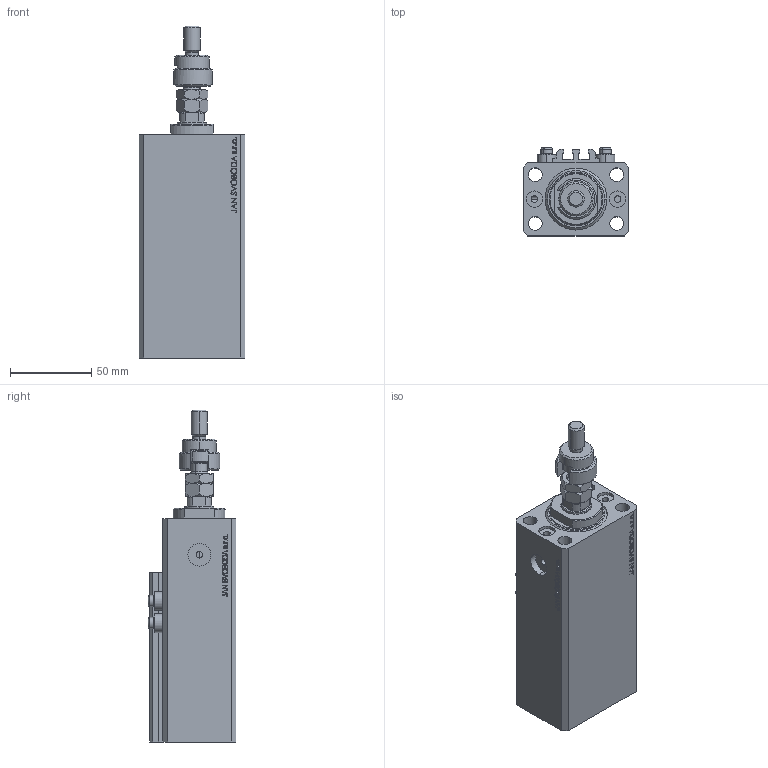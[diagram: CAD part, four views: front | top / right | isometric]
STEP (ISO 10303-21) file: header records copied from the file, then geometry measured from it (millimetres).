
FILE_DESCRIPTION (( 'STEP AP203' ), '1' );
FILE_NAME ('630b.STEP', '2022-04-09T16:00:37', ( '' ), ( '' ), 'SwSTEP 2.0', 'SolidWorks 2019', '' );
FILE_SCHEMA (( 'CONFIG_CONTROL_DESIGN' ));
Length unit declared in the file: millimetre
Products named in the file (8): 630b; FEMALE_PART_FOR_DFA 1a72fbd41f406c2d0c07cf1eb2fa3cef; V250CE_C_VCP 1a72fbd41f406c2d0c07cf1eb2fa3cef; DFA 1a72fbd41f406c2d0c07cf1eb2fa3cef; V250CE_C_Body 1a72fbd41f406c2d0c07cf1eb2fa3cef; ALLEN BOLT V250CE 1a72fbd41f406c2d0c07cf1eb2fa3cef; V250CE_VC_C 1a72fbd41f406c2d0c07cf1eb2fa3cef; MFA 1a72fbd41f406c2d0c07cf1eb2fa3cef
Assembly tree (10 placements, depth 3):
  630b
    V250CE_C_Body 1a72fbd41f406c2d0c07cf1eb2fa3cef
    ALLEN BOLT V250CE 1a72fbd41f406c2d0c07cf1eb2fa3cef  x4
    V250CE_C_VCP 1a72fbd41f406c2d0c07cf1eb2fa3cef
    V250CE_VC_C 1a72fbd41f406c2d0c07cf1eb2fa3cef
    DFA 1a72fbd41f406c2d0c07cf1eb2fa3cef
      FEMALE_PART_FOR_DFA 1a72fbd41f406c2d0c07cf1eb2fa3cef
      MFA 1a72fbd41f406c2d0c07cf1eb2fa3cef
Bounding box: 65 x 54 x 203.9 mm (x, y, z)
Volume: 377871 mm3; surface area: 98209.1 mm2
Topology: 10 solids, 10 shells, 1118 faces, 2783 edges, 1805 vertices
Faces by surface type: plane 531, bspline 374, cylinder 99, cone 96, torus 18
Entity records: 50036 total; most frequent: CARTESIAN_POINT 26595, ORIENTED_EDGE 5256, DIRECTION 3404, EDGE_CURVE 2628, VERTEX_POINT 1721, VECTOR 1544, LINE 1544, EDGE_LOOP 1169
